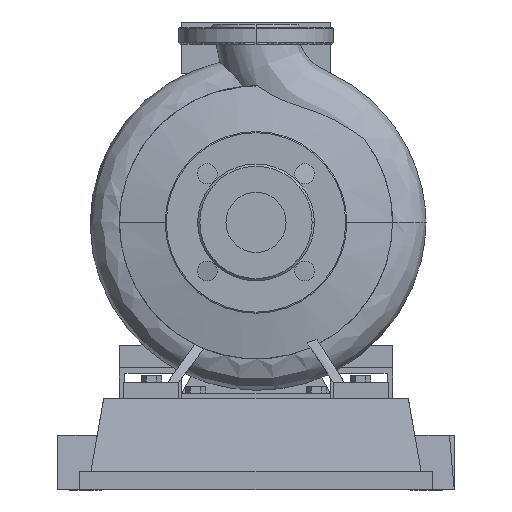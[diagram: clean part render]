
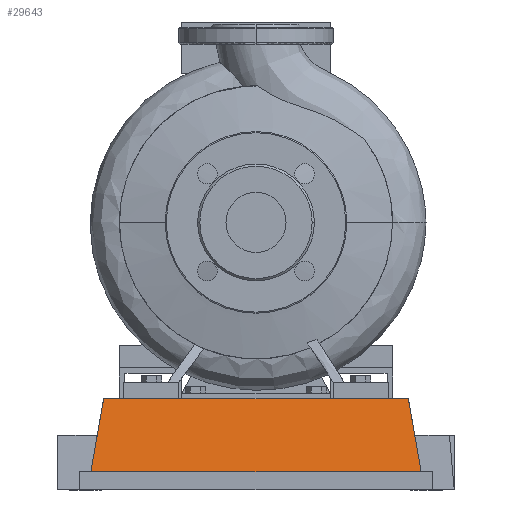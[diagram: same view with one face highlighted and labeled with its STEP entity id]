
A CAD part, left-side view. The second image highlights one B-rep face of the part: STEP entity #29643.
In plain terms, the highlighted planar face has unit normal (-0.985, 0, 0.174).
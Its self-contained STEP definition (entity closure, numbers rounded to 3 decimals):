
#27899=CARTESIAN_POINT('',(-65.,-150.,16.6));
#27900=VERTEX_POINT('',#27899);
#27907=CARTESIAN_POINT('',(-65.,150.0,16.6));
#27908=VERTEX_POINT('',#27907);
#27909=CARTESIAN_POINT('',(-65.,-150.,16.6));
#27910=DIRECTION('',(0.0,1.0,0.0));
#27911=VECTOR('',#27910,300.0);
#27912=LINE('',#27909,#27911);
#27913=EDGE_CURVE('',#27900,#27908,#27912,.T.);
#29377=CARTESIAN_POINT('',(-53.292,-138.292,83.0));
#29378=VERTEX_POINT('',#29377);
#29385=CARTESIAN_POINT('',(-65.,-150.,16.6));
#29386=DIRECTION('',(0.171,0.171,0.97));
#29387=VECTOR('',#29386,68.433);
#29388=LINE('',#29385,#29387);
#29389=EDGE_CURVE('',#27900,#29378,#29388,.T.);
#29620=CARTESIAN_POINT('',(-65.,-150.,16.6));
#29621=DIRECTION('',(-0.985,0.,0.174));
#29622=DIRECTION('',(0.0,-1.0,0.0));
#29623=AXIS2_PLACEMENT_3D('',#29620,#29621,#29622);
#29624=PLANE('',#29623);
#29625=CARTESIAN_POINT('',(-53.292,138.292,83.0));
#29626=VERTEX_POINT('',#29625);
#29627=CARTESIAN_POINT('',(-53.292,-138.292,83.0));
#29628=DIRECTION('',(0.0,1.0,0.0));
#29629=VECTOR('',#29628,276.584);
#29630=LINE('',#29627,#29629);
#29631=EDGE_CURVE('',#29378,#29626,#29630,.T.);
#29632=ORIENTED_EDGE('',*,*,#29631,.T.);
#29633=CARTESIAN_POINT('',(-65.,150.0,16.6));
#29634=DIRECTION('',(0.171,-0.171,0.97));
#29635=VECTOR('',#29634,68.433);
#29636=LINE('',#29633,#29635);
#29637=EDGE_CURVE('',#27908,#29626,#29636,.T.);
#29638=ORIENTED_EDGE('',*,*,#29637,.F.);
#29639=ORIENTED_EDGE('',*,*,#27913,.F.);
#29640=ORIENTED_EDGE('',*,*,#29389,.T.);
#29641=EDGE_LOOP('',(#29632,#29638,#29639,#29640));
#29642=FACE_OUTER_BOUND('',#29641,.T.);
#29643=ADVANCED_FACE('',(#29642),#29624,.T.);
